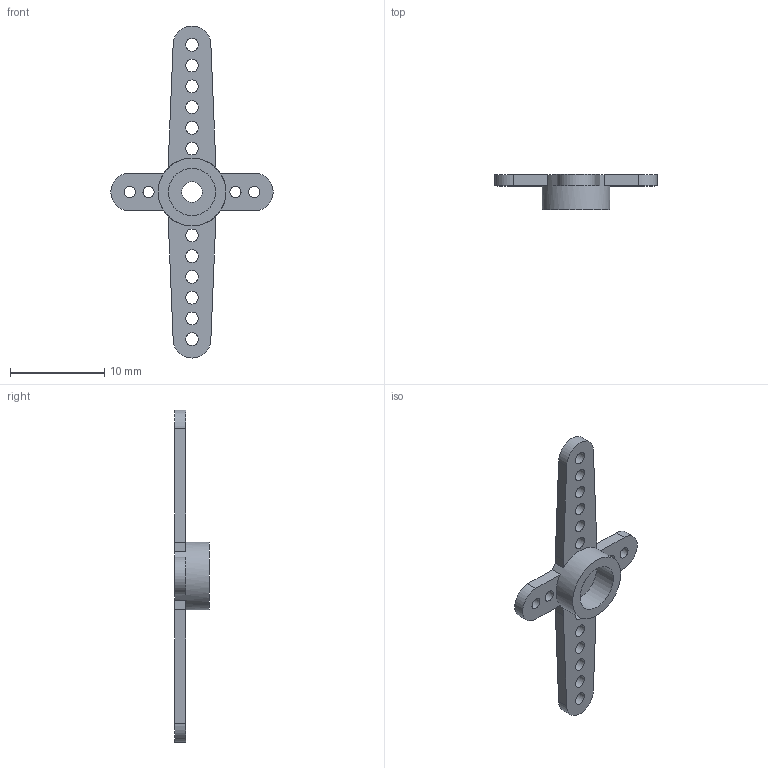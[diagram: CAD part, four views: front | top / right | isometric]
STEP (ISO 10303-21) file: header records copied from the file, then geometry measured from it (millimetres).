
FILE_DESCRIPTION(/* description */ (''),/* implementation_level */ '2;1');
FILE_NAME(/* name */ 'servo horn 3 v1.step',/* time_stamp */ '2019-10-02T18:36:07-04:00',/* author */ (''),/* organization */ (''),/* preprocessor_version */ 'ST-DEVELOPER v18',/* originating_system */ 'Autodesk Translation Framework v8.6.0.1094',/* authorisation */ '');
FILE_SCHEMA (('AUTOMOTIVE_DESIGN { 1 0 10303 214 3 1 1 }'));
Length unit declared in the file: millimetre
Products named in the file (1): servo horn 3
Bounding box: 17.2 x 3.7 x 35.2 mm (x, y, z)
Volume: 255.7 mm3; surface area: 656.3 mm2
Topology: 1 solids, 1 shells, 44 faces, 127 edges, 87 vertices
Faces by surface type: cylinder 24, plane 20
Full cylindrical faces by diameter (mm): 1.2 x4, 1.35 x12, 2.2 x1, 5 x2, 7.2 x1
Entity records: 1591 total; most frequent: DIRECTION 280, CARTESIAN_POINT 259, ORIENTED_EDGE 254, EDGE_CURVE 127, AXIS2_PLACEMENT_3D 108, VERTEX_POINT 87, EDGE_LOOP 80, LINE 64
